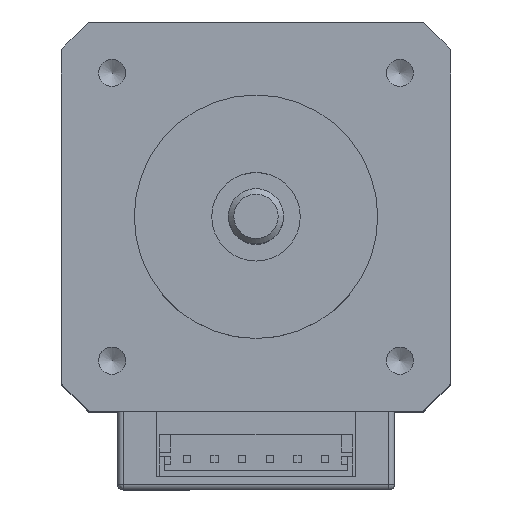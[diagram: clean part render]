
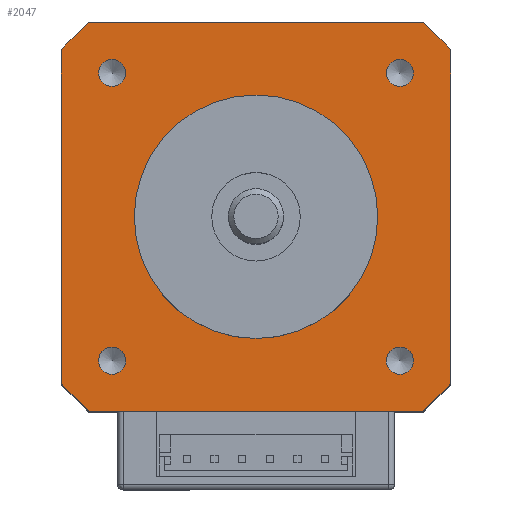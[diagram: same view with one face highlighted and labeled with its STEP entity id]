
A CAD part, top view. The second image highlights one B-rep face of the part: STEP entity #2047.
In plain terms, the highlighted planar face has unit normal (0, 0, 1).
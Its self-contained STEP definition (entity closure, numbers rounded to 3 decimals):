
#1737=CARTESIAN_POINT('',(0.,-11.,44.5));
#1738=VERTEX_POINT('',#1737);
#1739=CARTESIAN_POINT('',(0.,0.,44.5));
#1740=DIRECTION('',(0.0,0.0,-1.0));
#1741=DIRECTION('',(0.0,1.0,0.0));
#1742=AXIS2_PLACEMENT_3D('',#1739,#1740,#1741);
#1743=CIRCLE('',#1742,11.0);
#1744=EDGE_CURVE('',#1738,#1738,#1743,.T.);
#1785=CARTESIAN_POINT('',(-15.246,17.454,44.5));
#1786=VERTEX_POINT('',#1785);
#1793=CARTESIAN_POINT('',(-14.893,17.6,44.5));
#1794=VERTEX_POINT('',#1793);
#1795=CARTESIAN_POINT('',(-14.893,17.1,44.5));
#1796=DIRECTION('',(0.,0.,-1.0));
#1797=DIRECTION('',(-0.383,0.924,0.));
#1798=AXIS2_PLACEMENT_3D('',#1795,#1796,#1797);
#1799=CIRCLE('',#1798,0.5);
#1800=EDGE_CURVE('',#1786,#1794,#1799,.T.);
#1817=CARTESIAN_POINT('',(14.893,17.6,44.5));
#1818=VERTEX_POINT('',#1817);
#1819=CARTESIAN_POINT('',(-14.893,17.6,44.5));
#1820=DIRECTION('',(1.0,0.0,0.0));
#1821=VECTOR('',#1820,29.786);
#1822=LINE('',#1819,#1821);
#1823=EDGE_CURVE('',#1794,#1818,#1822,.T.);
#1874=CARTESIAN_POINT('',(8.594,-8.594,44.5));
#1875=DIRECTION('',(0.0,0.0,-1.0));
#1876=DIRECTION('',(0.0,1.0,0.0));
#1877=AXIS2_PLACEMENT_3D('',#1874,#1875,#1876);
#1878=PLANE('',#1877);
#1879=ORIENTED_EDGE('',*,*,#1800,.F.);
#1880=CARTESIAN_POINT('',(-17.454,15.246,44.5));
#1881=VERTEX_POINT('',#1880);
#1882=CARTESIAN_POINT('',(-17.454,15.246,44.5));
#1883=DIRECTION('',(0.707,0.707,0.0));
#1884=VECTOR('',#1883,3.121);
#1885=LINE('',#1882,#1884);
#1886=EDGE_CURVE('',#1881,#1786,#1885,.T.);
#1887=ORIENTED_EDGE('',*,*,#1886,.F.);
#1888=CARTESIAN_POINT('',(-17.6,14.893,44.5));
#1889=VERTEX_POINT('',#1888);
#1890=CARTESIAN_POINT('',(-17.1,14.893,44.5));
#1891=DIRECTION('',(0.,0.,-1.0));
#1892=DIRECTION('',(-0.924,0.383,0.));
#1893=AXIS2_PLACEMENT_3D('',#1890,#1891,#1892);
#1894=CIRCLE('',#1893,0.5);
#1895=EDGE_CURVE('',#1889,#1881,#1894,.T.);
#1896=ORIENTED_EDGE('',*,*,#1895,.F.);
#1897=CARTESIAN_POINT('',(-17.6,-14.893,44.5));
#1898=VERTEX_POINT('',#1897);
#1899=CARTESIAN_POINT('',(-17.6,-14.893,44.5));
#1900=DIRECTION('',(0.0,1.0,0.0));
#1901=VECTOR('',#1900,29.786);
#1902=LINE('',#1899,#1901);
#1903=EDGE_CURVE('',#1898,#1889,#1902,.T.);
#1904=ORIENTED_EDGE('',*,*,#1903,.F.);
#1905=CARTESIAN_POINT('',(-17.454,-15.246,44.5));
#1906=VERTEX_POINT('',#1905);
#1907=CARTESIAN_POINT('',(-17.1,-14.893,44.5));
#1908=DIRECTION('',(0.,0.,-1.0));
#1909=DIRECTION('',(-0.924,-0.383,0.));
#1910=AXIS2_PLACEMENT_3D('',#1907,#1908,#1909);
#1911=CIRCLE('',#1910,0.5);
#1912=EDGE_CURVE('',#1906,#1898,#1911,.T.);
#1913=ORIENTED_EDGE('',*,*,#1912,.F.);
#1914=CARTESIAN_POINT('',(-15.246,-17.454,44.5));
#1915=VERTEX_POINT('',#1914);
#1916=CARTESIAN_POINT('',(-15.246,-17.454,44.5));
#1917=DIRECTION('',(-0.707,0.707,0.0));
#1918=VECTOR('',#1917,3.121);
#1919=LINE('',#1916,#1918);
#1920=EDGE_CURVE('',#1915,#1906,#1919,.T.);
#1921=ORIENTED_EDGE('',*,*,#1920,.F.);
#1922=CARTESIAN_POINT('',(-14.893,-17.6,44.5));
#1923=VERTEX_POINT('',#1922);
#1924=CARTESIAN_POINT('',(-14.893,-17.1,44.5));
#1925=DIRECTION('',(0.,0.,-1.));
#1926=DIRECTION('',(-0.383,-0.924,0.));
#1927=AXIS2_PLACEMENT_3D('',#1924,#1925,#1926);
#1928=CIRCLE('',#1927,0.5);
#1929=EDGE_CURVE('',#1923,#1915,#1928,.T.);
#1930=ORIENTED_EDGE('',*,*,#1929,.F.);
#1931=CARTESIAN_POINT('',(14.893,-17.6,44.5));
#1932=VERTEX_POINT('',#1931);
#1933=CARTESIAN_POINT('',(14.893,-17.6,44.5));
#1934=DIRECTION('',(-1.0,0.0,0.0));
#1935=VECTOR('',#1934,29.786);
#1936=LINE('',#1933,#1935);
#1937=EDGE_CURVE('',#1932,#1923,#1936,.T.);
#1938=ORIENTED_EDGE('',*,*,#1937,.F.);
#1939=CARTESIAN_POINT('',(15.246,-17.454,44.5));
#1940=VERTEX_POINT('',#1939);
#1941=CARTESIAN_POINT('',(14.893,-17.1,44.5));
#1942=DIRECTION('',(0.,0.,-1.0));
#1943=DIRECTION('',(0.383,-0.924,0.));
#1944=AXIS2_PLACEMENT_3D('',#1941,#1942,#1943);
#1945=CIRCLE('',#1944,0.5);
#1946=EDGE_CURVE('',#1940,#1932,#1945,.T.);
#1947=ORIENTED_EDGE('',*,*,#1946,.F.);
#1948=CARTESIAN_POINT('',(17.454,-15.246,44.5));
#1949=VERTEX_POINT('',#1948);
#1950=CARTESIAN_POINT('',(17.454,-15.246,44.5));
#1951=DIRECTION('',(-0.707,-0.707,0.0));
#1952=VECTOR('',#1951,3.121);
#1953=LINE('',#1950,#1952);
#1954=EDGE_CURVE('',#1949,#1940,#1953,.T.);
#1955=ORIENTED_EDGE('',*,*,#1954,.F.);
#1956=CARTESIAN_POINT('',(17.6,-14.893,44.5));
#1957=VERTEX_POINT('',#1956);
#1958=CARTESIAN_POINT('',(17.1,-14.893,44.5));
#1959=DIRECTION('',(0.,0.,-1.0));
#1960=DIRECTION('',(0.924,-0.383,0.));
#1961=AXIS2_PLACEMENT_3D('',#1958,#1959,#1960);
#1962=CIRCLE('',#1961,0.5);
#1963=EDGE_CURVE('',#1957,#1949,#1962,.T.);
#1964=ORIENTED_EDGE('',*,*,#1963,.F.);
#1965=CARTESIAN_POINT('',(17.6,14.893,44.5));
#1966=VERTEX_POINT('',#1965);
#1967=CARTESIAN_POINT('',(17.6,14.893,44.5));
#1968=DIRECTION('',(0.0,-1.0,0.0));
#1969=VECTOR('',#1968,29.786);
#1970=LINE('',#1967,#1969);
#1971=EDGE_CURVE('',#1966,#1957,#1970,.T.);
#1972=ORIENTED_EDGE('',*,*,#1971,.F.);
#1973=CARTESIAN_POINT('',(17.454,15.246,44.5));
#1974=VERTEX_POINT('',#1973);
#1975=CARTESIAN_POINT('',(17.1,14.893,44.5));
#1976=DIRECTION('',(0.,0.,-1.0));
#1977=DIRECTION('',(0.924,0.383,0.));
#1978=AXIS2_PLACEMENT_3D('',#1975,#1976,#1977);
#1979=CIRCLE('',#1978,0.5);
#1980=EDGE_CURVE('',#1974,#1966,#1979,.T.);
#1981=ORIENTED_EDGE('',*,*,#1980,.F.);
#1982=CARTESIAN_POINT('',(15.246,17.454,44.5));
#1983=VERTEX_POINT('',#1982);
#1984=CARTESIAN_POINT('',(15.246,17.454,44.5));
#1985=DIRECTION('',(0.707,-0.707,0.0));
#1986=VECTOR('',#1985,3.121);
#1987=LINE('',#1984,#1986);
#1988=EDGE_CURVE('',#1983,#1974,#1987,.T.);
#1989=ORIENTED_EDGE('',*,*,#1988,.F.);
#1990=CARTESIAN_POINT('',(14.893,17.1,44.5));
#1991=DIRECTION('',(0.,0.,-1.));
#1992=DIRECTION('',(0.383,0.924,0.));
#1993=AXIS2_PLACEMENT_3D('',#1990,#1991,#1992);
#1994=CIRCLE('',#1993,0.5);
#1995=EDGE_CURVE('',#1818,#1983,#1994,.T.);
#1996=ORIENTED_EDGE('',*,*,#1995,.F.);
#1997=ORIENTED_EDGE('',*,*,#1823,.F.);
#1998=EDGE_LOOP('',(#1879,#1887,#1896,#1904,#1913,#1921,#1930,#1938,#1947,#1955,#1964,#1972,#1981,#1989,#1996,#1997));
#1999=FACE_OUTER_BOUND('',#1998,.T.);
#2000=ORIENTED_EDGE('',*,*,#1744,.T.);
#2001=EDGE_LOOP('',(#2000));
#2002=FACE_BOUND('',#2001,.T.);
#2003=CARTESIAN_POINT('',(-13.,11.77,44.5));
#2004=VERTEX_POINT('',#2003);
#2005=CARTESIAN_POINT('',(-13.,13.,44.5));
#2006=DIRECTION('',(0.0,0.0,-1.0));
#2007=DIRECTION('',(0.0,-1.0,0.0));
#2008=AXIS2_PLACEMENT_3D('',#2005,#2006,#2007);
#2009=CIRCLE('',#2008,1.23);
#2010=EDGE_CURVE('',#2004,#2004,#2009,.T.);
#2011=ORIENTED_EDGE('',*,*,#2010,.T.);
#2012=EDGE_LOOP('',(#2011));
#2013=FACE_BOUND('',#2012,.T.);
#2014=CARTESIAN_POINT('',(-13.,-14.23,44.5));
#2015=VERTEX_POINT('',#2014);
#2016=CARTESIAN_POINT('',(-13.,-13.,44.5));
#2017=DIRECTION('',(0.0,0.0,-1.0));
#2018=DIRECTION('',(0.0,-1.0,0.0));
#2019=AXIS2_PLACEMENT_3D('',#2016,#2017,#2018);
#2020=CIRCLE('',#2019,1.23);
#2021=EDGE_CURVE('',#2015,#2015,#2020,.T.);
#2022=ORIENTED_EDGE('',*,*,#2021,.T.);
#2023=EDGE_LOOP('',(#2022));
#2024=FACE_BOUND('',#2023,.T.);
#2025=CARTESIAN_POINT('',(13.,-14.229,44.5));
#2026=VERTEX_POINT('',#2025);
#2027=CARTESIAN_POINT('',(13.,-13.,44.5));
#2028=DIRECTION('',(0.0,0.0,-1.0));
#2029=DIRECTION('',(0.0,-1.0,0.0));
#2030=AXIS2_PLACEMENT_3D('',#2027,#2028,#2029);
#2031=CIRCLE('',#2030,1.23);
#2032=EDGE_CURVE('',#2026,#2026,#2031,.T.);
#2033=ORIENTED_EDGE('',*,*,#2032,.T.);
#2034=EDGE_LOOP('',(#2033));
#2035=FACE_BOUND('',#2034,.T.);
#2036=CARTESIAN_POINT('',(13.,11.771,44.5));
#2037=VERTEX_POINT('',#2036);
#2038=CARTESIAN_POINT('',(13.,13.,44.5));
#2039=DIRECTION('',(0.0,0.0,-1.0));
#2040=DIRECTION('',(0.0,-1.0,0.0));
#2041=AXIS2_PLACEMENT_3D('',#2038,#2039,#2040);
#2042=CIRCLE('',#2041,1.23);
#2043=EDGE_CURVE('',#2037,#2037,#2042,.T.);
#2044=ORIENTED_EDGE('',*,*,#2043,.T.);
#2045=EDGE_LOOP('',(#2044));
#2046=FACE_BOUND('',#2045,.T.);
#2047=ADVANCED_FACE('',(#1999,#2002,#2013,#2024,#2035,#2046),#1878,.F.);
